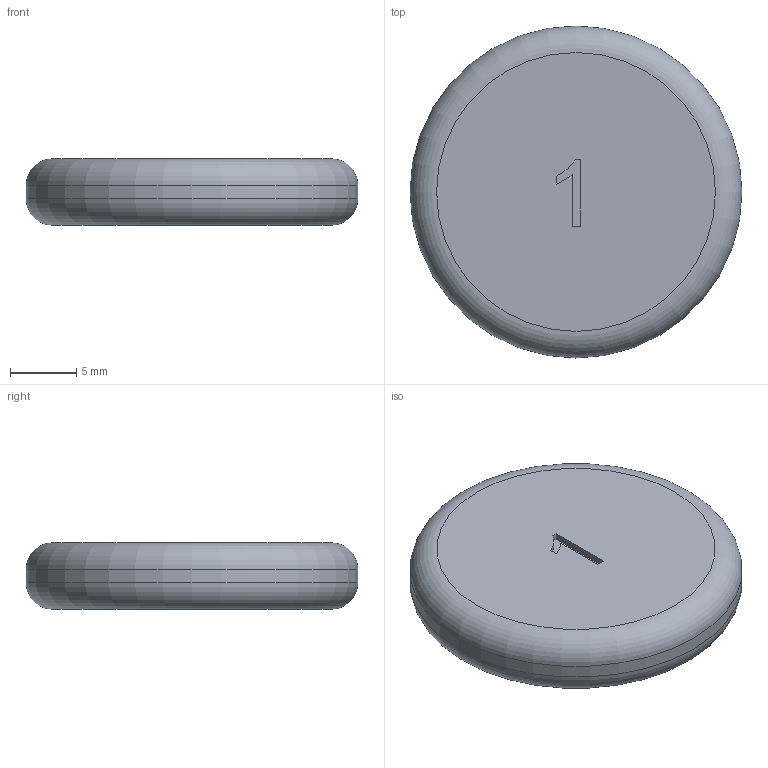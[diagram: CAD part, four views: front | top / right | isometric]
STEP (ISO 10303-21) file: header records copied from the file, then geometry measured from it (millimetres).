
FILE_DESCRIPTION(('HOOPS Exchange Step'),'2;1');
FILE_NAME('temp_export','2024-08-03T12:16:08+08:00',('sharma21'),('Shapr3D Limited'),'HOOPS Exchange 2024.2','Shapr3D','Authorized');
FILE_SCHEMA( ('AUTOMOTIVE_DESIGN { 1 0 10303 214 1 1 1 1 }') );
Length unit declared in the file: millimetre
Products named in the file (1): root
Bounding box: 25 x 25 x 5 mm (x, y, z)
Volume: 2319.2 mm3; surface area: 1254.7 mm2
Topology: 1 solids, 1 shells, 23 faces, 57 edges, 38 vertices
Faces by surface type: plane 13, bspline 7, torus 2, cylinder 1
Full cylindrical faces by diameter (mm): 25 x1
Entity records: 925 total; most frequent: CARTESIAN_POINT 390, ORIENTED_EDGE 114, DIRECTION 85, EDGE_CURVE 57, VERTEX_POINT 38, VECTOR 35, LINE 35, AXIS2_PLACEMENT_3D 25
